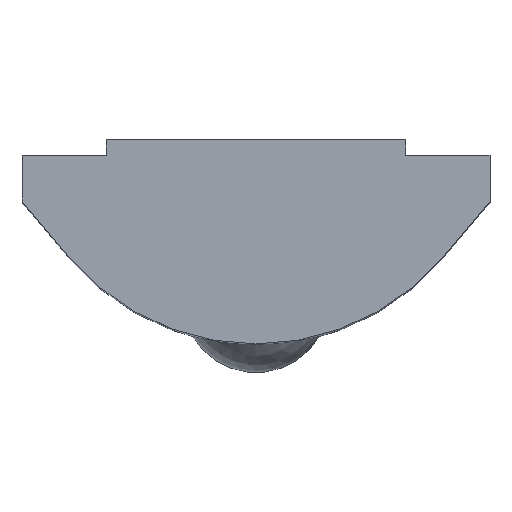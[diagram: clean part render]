
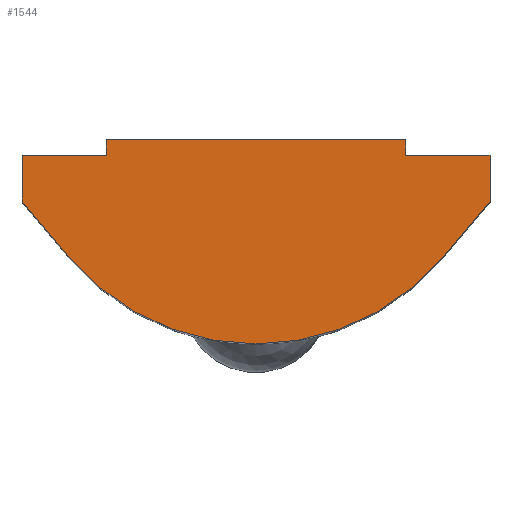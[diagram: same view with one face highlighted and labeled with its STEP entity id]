
A CAD part, top view. The second image highlights one B-rep face of the part: STEP entity #1544.
In plain terms, the highlighted planar face has unit normal (0, 0, 1).
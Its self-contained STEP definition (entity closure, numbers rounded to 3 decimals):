
#359=PLANE('',#1525);
#381=VECTOR('',#608,1.);
#384=VECTOR('',#613,1.);
#385=VECTOR('',#614,1.);
#386=VECTOR('',#615,1.);
#387=VECTOR('',#616,1.);
#388=VECTOR('',#617,1.);
#389=VECTOR('',#618,1.);
#390=VECTOR('',#619,1.);
#391=VECTOR('',#620,1.);
#409=LINE('',#1482,#381);
#412=LINE('',#1486,#384);
#413=LINE('',#1488,#385);
#414=LINE('',#1490,#386);
#415=LINE('',#1492,#387);
#416=LINE('',#1494,#388);
#417=LINE('',#1496,#389);
#418=LINE('',#1498,#390);
#419=LINE('',#1499,#391);
#446=ORIENTED_EDGE('',*,*,#533,.F.);
#447=ORIENTED_EDGE('',*,*,#536,.F.);
#448=ORIENTED_EDGE('',*,*,#520,.T.);
#449=ORIENTED_EDGE('',*,*,#537,.T.);
#450=ORIENTED_EDGE('',*,*,#538,.T.);
#451=ORIENTED_EDGE('',*,*,#539,.T.);
#452=ORIENTED_EDGE('',*,*,#540,.T.);
#453=ORIENTED_EDGE('',*,*,#541,.T.);
#454=ORIENTED_EDGE('',*,*,#542,.F.);
#455=ORIENTED_EDGE('',*,*,#543,.T.);
#493=CIRCLE('',#1522,8.);
#497=VERTEX_POINT('',#657);
#498=VERTEX_POINT('',#659);
#509=VERTEX_POINT('',#1480);
#510=VERTEX_POINT('',#1481);
#511=VERTEX_POINT('',#1487);
#512=VERTEX_POINT('',#1489);
#513=VERTEX_POINT('',#1491);
#514=VERTEX_POINT('',#1493);
#515=VERTEX_POINT('',#1495);
#516=VERTEX_POINT('',#1497);
#520=EDGE_CURVE('',#498,#497,#493,.T.);
#533=EDGE_CURVE('',#509,#510,#409,.T.);
#536=EDGE_CURVE('',#498,#509,#412,.T.);
#537=EDGE_CURVE('',#497,#511,#413,.T.);
#538=EDGE_CURVE('',#511,#512,#414,.T.);
#539=EDGE_CURVE('',#512,#513,#415,.T.);
#540=EDGE_CURVE('',#513,#514,#416,.T.);
#541=EDGE_CURVE('',#514,#515,#417,.T.);
#542=EDGE_CURVE('',#516,#515,#418,.T.);
#543=EDGE_CURVE('',#516,#510,#419,.T.);
#556=EDGE_LOOP('',(#446,#447,#448,#449,#450,#451,#452,#453,#454,#455));
#574=FACE_BOUND('',#556,.T.);
#592=DIRECTION('',(0.,0.,1.));
#593=DIRECTION('',(-6.128,-5.142,0.));
#608=DIRECTION('',(0.,1.5,0.));
#611=DIRECTION('',(0.,0.,1.));
#612=DIRECTION('',(0.,-1.,0.));
#613=DIRECTION('',(-1.522,1.813,0.));
#614=DIRECTION('',(1.522,1.813,0.));
#615=DIRECTION('',(0.,1.5,0.));
#616=DIRECTION('',(-2.75,0.,0.));
#617=DIRECTION('',(0.,0.5,0.));
#618=DIRECTION('',(-9.8,0.,0.));
#619=DIRECTION('',(0.,0.5,0.));
#620=DIRECTION('',(-2.75,0.,0.));
#657=CARTESIAN_POINT('',(6.128,-3.813,23.));
#659=CARTESIAN_POINT('',(-6.128,-3.813,23.));
#660=CARTESIAN_POINT('',(0.,1.329,23.));
#1480=CARTESIAN_POINT('',(-7.65,-2.,23.));
#1481=CARTESIAN_POINT('',(-7.65,-0.5,23.));
#1482=CARTESIAN_POINT('',(-7.65,-2.,23.));
#1485=CARTESIAN_POINT('',(-7.65,-2.,23.));
#1486=CARTESIAN_POINT('',(-6.128,-3.813,23.));
#1487=CARTESIAN_POINT('',(7.65,-2.,23.));
#1488=CARTESIAN_POINT('',(6.128,-3.813,23.));
#1489=CARTESIAN_POINT('',(7.65,-0.5,23.));
#1490=CARTESIAN_POINT('',(7.65,-2.,23.));
#1491=CARTESIAN_POINT('',(4.9,-0.5,23.));
#1492=CARTESIAN_POINT('',(7.65,-0.5,23.));
#1493=CARTESIAN_POINT('',(4.9,0.,23.));
#1494=CARTESIAN_POINT('',(4.9,-0.5,23.));
#1495=CARTESIAN_POINT('',(-4.9,0.,23.));
#1496=CARTESIAN_POINT('',(4.9,0.,23.));
#1497=CARTESIAN_POINT('',(-4.9,-0.5,23.));
#1498=CARTESIAN_POINT('',(-4.9,-0.5,23.));
#1499=CARTESIAN_POINT('',(-4.9,-0.5,23.));
#1522=AXIS2_PLACEMENT_3D('',#660,#592,#593);
#1525=AXIS2_PLACEMENT_3D('',#1485,#611,#612);
#1544=ADVANCED_FACE('',(#574),#359,.T.);
